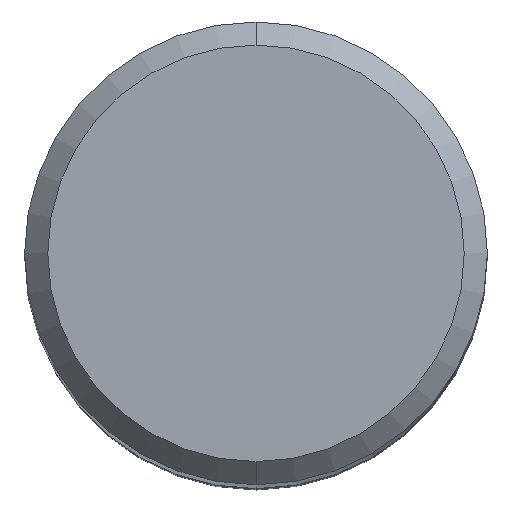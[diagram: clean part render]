
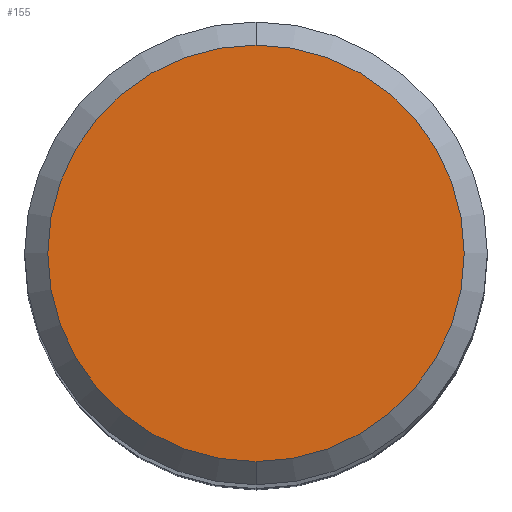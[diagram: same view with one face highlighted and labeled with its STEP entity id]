
A CAD part, top view. The second image highlights one B-rep face of the part: STEP entity #155.
In plain terms, the highlighted planar face has unit normal (0, 0, 1).
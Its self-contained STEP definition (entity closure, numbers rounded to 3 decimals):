
#155=ADVANCED_FACE('',(#388),#389,.T.);
#193=EDGE_CURVE('',#209,#293,#431,.T.);
#209=VERTEX_POINT('',#450);
#251=EDGE_CURVE('',#293,#209,#494,.T.);
#293=VERTEX_POINT('',#544);
#388=FACE_OUTER_BOUND('',#647,.T.);
#389=PLANE('',#648);
#431=CIRCLE('',#697,3.6);
#450=CARTESIAN_POINT('',(0.,-3.6,0.));
#494=CIRCLE('',#788,3.6);
#544=CARTESIAN_POINT('',(0.0,3.6,0.));
#647=EDGE_LOOP('',(#957,#958));
#648=AXIS2_PLACEMENT_3D('',#959,#960,#961);
#697=AXIS2_PLACEMENT_3D('',#1007,#1008,#1009);
#788=AXIS2_PLACEMENT_3D('',#1072,#1073,#1074);
#957=ORIENTED_EDGE('',*,*,#251,.F.);
#958=ORIENTED_EDGE('',*,*,#193,.F.);
#959=CARTESIAN_POINT('',(0.0,1.8,0.));
#960=DIRECTION('',(-0.0,0.0,1.0));
#961=DIRECTION('',(0.0,-1.0,0.0));
#1007=CARTESIAN_POINT('',(0.0,0.0,0.));
#1008=DIRECTION('',(0.0,0.0,-1.0));
#1009=DIRECTION('',(0.0,1.0,0.0));
#1072=CARTESIAN_POINT('',(0.0,0.0,0.));
#1073=DIRECTION('',(0.0,0.0,-1.0));
#1074=DIRECTION('',(0.0,1.0,0.0));
